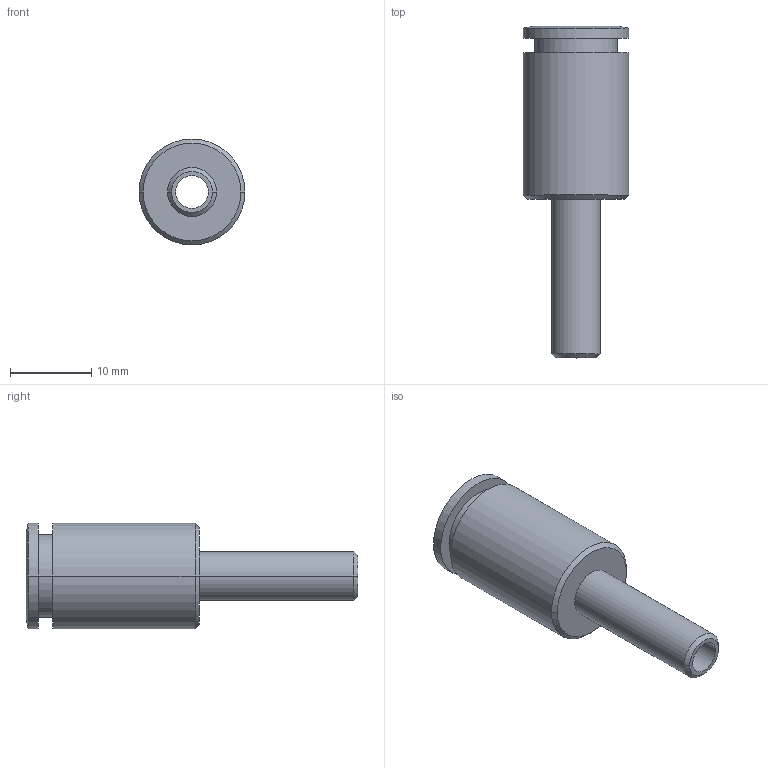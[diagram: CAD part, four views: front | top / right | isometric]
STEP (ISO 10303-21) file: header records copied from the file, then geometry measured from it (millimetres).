
FILE_DESCRIPTION((''),'2;1');
FILE_NAME('08E0608.stp','2003-05-26T16:52:04',('maffial1'),(''),'Autodesk Inventor (R) 6.0','Autodesk Inventor (R) 6.0','');
FILE_SCHEMA(('AUTOMOTIVE_DESIGN { 1 0 10303 214 1 1 1 1 }'));
Length unit declared in the file: millimetre
Products named in the file (1): 08E0608
Bounding box: 13 x 40.75 x 13 mm (x, y, z)
Volume: 1999.1 mm3; surface area: 2296.7 mm2
Topology: 1 solids, 1 shells, 24 faces, 48 edges, 30 vertices
Faces by surface type: cylinder 10, cone 6, plane 5, bspline 3
Entity records: 687 total; most frequent: CARTESIAN_POINT 140, DIRECTION 122, ORIENTED_EDGE 96, AXIS2_PLACEMENT_3D 52, EDGE_CURVE 48, VERTEX_POINT 30, CIRCLE 30, EDGE_LOOP 30
